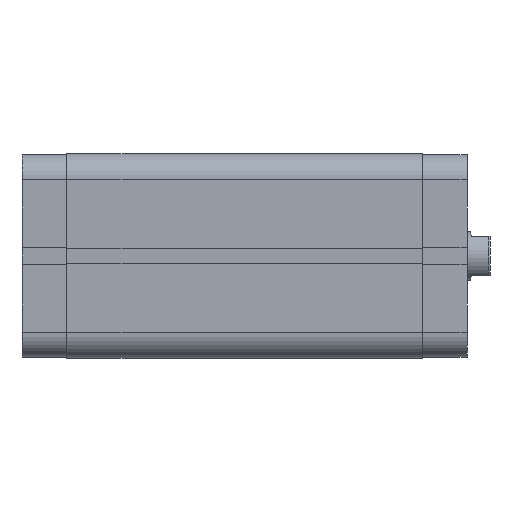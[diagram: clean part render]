
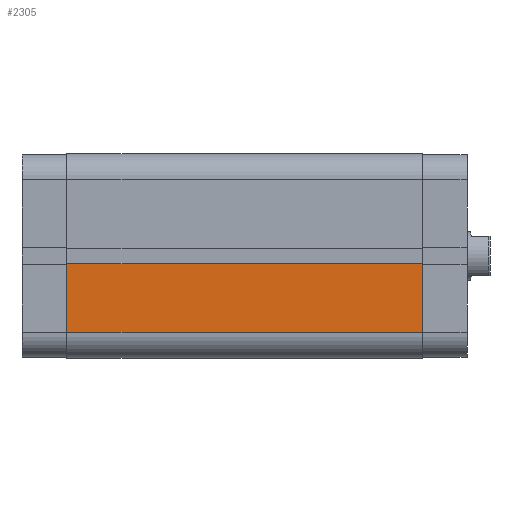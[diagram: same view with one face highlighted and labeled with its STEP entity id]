
A CAD part, front view. The second image highlights one B-rep face of the part: STEP entity #2305.
In plain terms, the highlighted planar face has unit normal (0, -1, 0).
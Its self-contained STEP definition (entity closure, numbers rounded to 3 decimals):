
#952 = EDGE_CURVE ( 'NONE', #1928, #1925, #3296, .T. ) ;
#953 = EDGE_CURVE ( 'NONE', #1888, #1925, #3284, .T. ) ;
#957 = EDGE_CURVE ( 'NONE', #1886, #1928, #3305, .T. ) ;
#958 = EDGE_CURVE ( 'NONE', #1886, #1888, #3307, .T. ) ;
#1554 = AXIS2_PLACEMENT_3D ( 'NONE', #6431, #6434, #6435 ) ;
#1886 = VERTEX_POINT ( 'NONE', #5588 ) ;
#1888 = VERTEX_POINT ( 'NONE', #5590 ) ;
#1925 = VERTEX_POINT ( 'NONE', #5627 ) ;
#1928 = VERTEX_POINT ( 'NONE', #5630 ) ;
#2016 = EDGE_LOOP ( 'NONE', ( #2666, #2665, #2664, #2663 ) ) ;
#2305 = ADVANCED_FACE ( 'NONE', ( #5210 ), #6432, .F. ) ;
#2663 = ORIENTED_EDGE ( 'NONE', *, *, #957, .T. ) ;
#2664 = ORIENTED_EDGE ( 'NONE', *, *, #958, .F. ) ;
#2665 = ORIENTED_EDGE ( 'NONE', *, *, #953, .F. ) ;
#2666 = ORIENTED_EDGE ( 'NONE', *, *, #952, .T. ) ;
#3284 = LINE ( 'NONE', #4163, #3298 ) ;
#3291 = VECTOR ( 'NONE', #4181, 1000. ) ;
#3296 = LINE ( 'NONE', #4170, #3297 ) ;
#3297 = VECTOR ( 'NONE', #4171, 1000. ) ;
#3298 = VECTOR ( 'NONE', #4173, 1000. ) ;
#3305 = LINE ( 'NONE', #4169, #3291 ) ;
#3307 = LINE ( 'NONE', #4182, #3308 ) ;
#3308 = VECTOR ( 'NONE', #4183, 1000. ) ;
#4163 = CARTESIAN_POINT ( 'NONE',  ( -2.6, -33.5, 116.5 ) ) ;
#4169 = CARTESIAN_POINT ( 'NONE',  ( -25., -33.5, 116.5 ) ) ;
#4170 = CARTESIAN_POINT ( 'NONE',  ( 0., -33.5, 0. ) ) ;
#4171 = DIRECTION ( 'NONE',  ( 1., 0., 0. ) ) ;
#4173 = DIRECTION ( 'NONE',  ( 0., 0., -1. ) ) ;
#4181 = DIRECTION ( 'NONE',  ( 0., 0., -1. ) ) ;
#4182 = CARTESIAN_POINT ( 'NONE',  ( 0., -33.5, 116.5 ) ) ;
#4183 = DIRECTION ( 'NONE',  ( 1., 0., 0. ) ) ;
#5210 = FACE_OUTER_BOUND ( 'NONE', #2016, .T. ) ;
#5588 = CARTESIAN_POINT ( 'NONE',  ( -25., -33.5, 116.5 ) ) ;
#5590 = CARTESIAN_POINT ( 'NONE',  ( -2.6, -33.5, 116.5 ) ) ;
#5627 = CARTESIAN_POINT ( 'NONE',  ( -2.6, -33.5, 0. ) ) ;
#5630 = CARTESIAN_POINT ( 'NONE',  ( -25., -33.5, 0. ) ) ;
#6431 = CARTESIAN_POINT ( 'NONE',  ( 0., -33.5, 116.5 ) ) ;
#6432 = PLANE ( 'NONE',  #1554 ) ;
#6434 = DIRECTION ( 'NONE',  ( 0., 1., 0. ) ) ;
#6435 = DIRECTION ( 'NONE',  ( 0., 0., 1. ) ) ;
